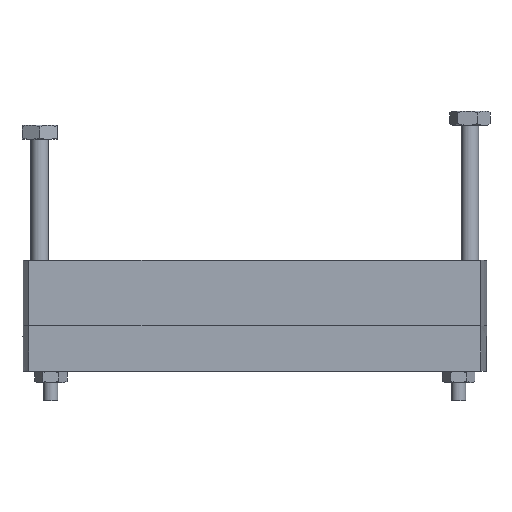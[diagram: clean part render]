
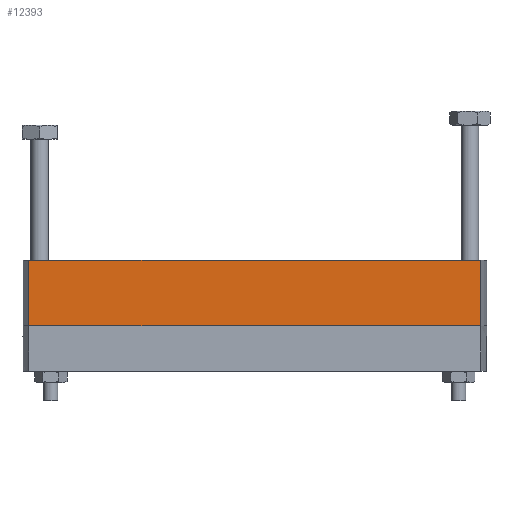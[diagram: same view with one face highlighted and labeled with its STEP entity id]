
A CAD part, front view. The second image highlights one B-rep face of the part: STEP entity #12393.
In plain terms, the highlighted planar face has unit normal (0, -1, 0).
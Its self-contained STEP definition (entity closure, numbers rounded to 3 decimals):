
#917 = LINE ( 'NONE', #27206, #17514 ) ;
#1299 = EDGE_LOOP ( 'NONE', ( #2028, #14027, #2355, #3108 ) ) ;
#2028 = ORIENTED_EDGE ( 'NONE', *, *, #7991, .F. ) ;
#2355 = ORIENTED_EDGE ( 'NONE', *, *, #15523, .T. ) ;
#2584 = CARTESIAN_POINT ( 'NONE',  ( 32.136, -7.5, -9.3 ) ) ;
#2683 = FACE_OUTER_BOUND ( 'NONE', #1299, .T. ) ;
#2693 = DIRECTION ( 'NONE',  ( 0., 0., 1. ) ) ;
#3108 = ORIENTED_EDGE ( 'NONE', *, *, #10105, .T. ) ;
#4197 = VERTEX_POINT ( 'NONE', #18945 ) ;
#5761 = VERTEX_POINT ( 'NONE', #8425 ) ;
#7991 = EDGE_CURVE ( 'NONE', #5761, #23571, #917, .T. ) ;
#8425 = CARTESIAN_POINT ( 'NONE',  ( -32.136, -7.5, 0. ) ) ;
#9997 = CARTESIAN_POINT ( 'NONE',  ( -32.136, -7.5, -9.3 ) ) ;
#10105 = EDGE_CURVE ( 'NONE', #4197, #23571, #16752, .T. ) ;
#11726 = VECTOR ( 'NONE', #16075, 1000. ) ;
#12393 = ADVANCED_FACE ( 'NONE', ( #2683 ), #13602, .T. ) ;
#13289 = DIRECTION ( 'NONE',  ( 1., 0., 0. ) ) ;
#13394 = DIRECTION ( 'NONE',  ( 0., -1., 0. ) ) ;
#13602 = PLANE ( 'NONE',  #22963 ) ;
#13896 = CARTESIAN_POINT ( 'NONE',  ( 32.136, -7.5, -9.3 ) ) ;
#14027 = ORIENTED_EDGE ( 'NONE', *, *, #26761, .F. ) ;
#14469 = VECTOR ( 'NONE', #16255, 1000. ) ;
#15214 = CARTESIAN_POINT ( 'NONE',  ( 32.136, -7.5, 0. ) ) ;
#15523 = EDGE_CURVE ( 'NONE', #26566, #4197, #17486, .T. ) ;
#16075 = DIRECTION ( 'NONE',  ( 1., 0., 0. ) ) ;
#16141 = CARTESIAN_POINT ( 'NONE',  ( 32.136, -7.5, -9.3 ) ) ;
#16255 = DIRECTION ( 'NONE',  ( 0., 0., 1. ) ) ;
#16752 = LINE ( 'NONE', #2584, #23421 ) ;
#17486 = LINE ( 'NONE', #16141, #11726 ) ;
#17514 = VECTOR ( 'NONE', #18376, 1000. ) ;
#18376 = DIRECTION ( 'NONE',  ( 1., 0., 0. ) ) ;
#18945 = CARTESIAN_POINT ( 'NONE',  ( 32.136, -7.5, -9.3 ) ) ;
#20178 = LINE ( 'NONE', #25315, #14469 ) ;
#22963 = AXIS2_PLACEMENT_3D ( 'NONE', #13896, #13394, #13289 ) ;
#23421 = VECTOR ( 'NONE', #2693, 1000. ) ;
#23571 = VERTEX_POINT ( 'NONE', #15214 ) ;
#25315 = CARTESIAN_POINT ( 'NONE',  ( -32.136, -7.5, -9.3 ) ) ;
#26566 = VERTEX_POINT ( 'NONE', #9997 ) ;
#26761 = EDGE_CURVE ( 'NONE', #26566, #5761, #20178, .T. ) ;
#27206 = CARTESIAN_POINT ( 'NONE',  ( 32.136, -7.5, 0. ) ) ;
